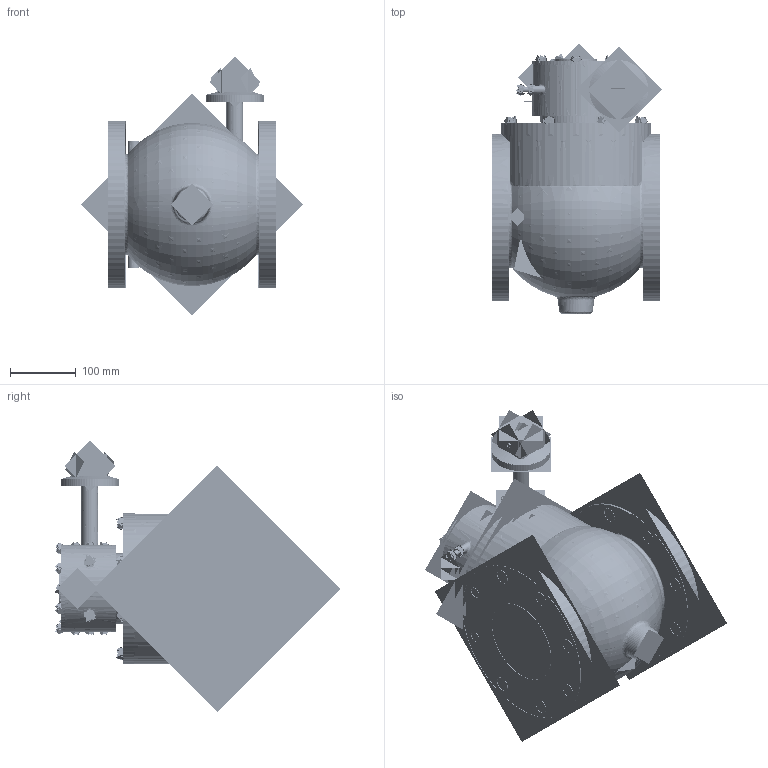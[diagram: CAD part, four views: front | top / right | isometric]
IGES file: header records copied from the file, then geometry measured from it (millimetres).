
Start section:  PTC IGES file: plug_flxfl-5in-nut_asm.igs
Global section: file name: plug_flxfl-5in-nut_asm.igs; native system: Creo Parametric by Parametric Technology Corporation; preprocessor: 2013050; author: HAPPY; organization: Unknown; date: 20170128.153906; units: inch
Bounding box: 336.47 x 451 x 411.93 mm (x, y, z)
Volume: 8144305 mm3; surface area: 5662496.1 mm2
Topology: 71 solids, 71 shells, 3290 faces, 16199 edges, 20505 vertices
Faces by surface type: revolution 2008, bspline 1176, extrusion 106
